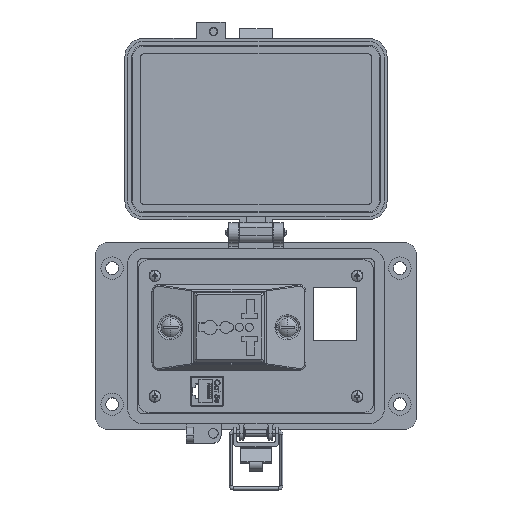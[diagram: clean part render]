
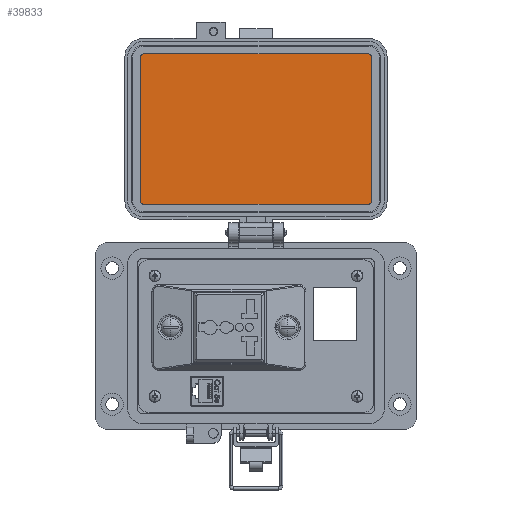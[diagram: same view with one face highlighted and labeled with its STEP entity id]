
A CAD part, top view. The second image highlights one B-rep face of the part: STEP entity #39833.
In plain terms, the highlighted planar face has unit normal (0, 0, 1).
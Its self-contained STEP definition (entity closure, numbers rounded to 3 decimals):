
#156 = DIRECTION ( 'NONE',  ( 0., -1., 0. ) ) ;
#766 = CARTESIAN_POINT ( 'NONE',  ( 57.717, 67.765, 8.694 ) ) ;
#2607 = DIRECTION ( 'NONE',  ( 0., 1., 0. ) ) ;
#4673 = VERTEX_POINT ( 'NONE', #766 ) ;
#4854 = CARTESIAN_POINT ( 'NONE',  ( 57.717, 145.119, 8.694 ) ) ;
#5012 = CARTESIAN_POINT ( 'NONE',  ( -30.745, 145.119, 8.694 ) ) ;
#5268 = CARTESIAN_POINT ( 'NONE',  ( -57.72, 69.55, 8.694 ) ) ;
#6370 = VERTEX_POINT ( 'NONE', #52246 ) ;
#6894 = DIRECTION ( 'NONE',  ( 0., 0., -1. ) ) ;
#7161 = VECTOR ( 'NONE', #14496, 1000. ) ;
#7710 = VECTOR ( 'NONE', #15144, 1000. ) ;
#7832 = AXIS2_PLACEMENT_3D ( 'NONE', #62899, #28170, #12939 ) ;
#8336 = ORIENTED_EDGE ( 'NONE', *, *, #33224, .F. ) ;
#9373 = VERTEX_POINT ( 'NONE', #14900 ) ;
#9889 = FACE_OUTER_BOUND ( 'NONE', #60351, .T. ) ;
#10813 = CIRCLE ( 'NONE', #25414, 1.785 ) ;
#12939 = DIRECTION ( 'NONE',  ( 0., -1., 0. ) ) ;
#14496 = DIRECTION ( 'NONE',  ( -1., 0., 0. ) ) ;
#14900 = CARTESIAN_POINT ( 'NONE',  ( -59.505, 143.334, 8.694 ) ) ;
#15144 = DIRECTION ( 'NONE',  ( 0., -1., 0. ) ) ;
#15871 = CIRCLE ( 'NONE', #60440, 1.785 ) ;
#16618 = ORIENTED_EDGE ( 'NONE', *, *, #55401, .F. ) ;
#18088 = VERTEX_POINT ( 'NONE', #34933 ) ;
#18098 = VERTEX_POINT ( 'NONE', #20295 ) ;
#19923 = VERTEX_POINT ( 'NONE', #4854 ) ;
#20295 = CARTESIAN_POINT ( 'NONE',  ( -57.72, 145.119, 8.694 ) ) ;
#21109 = CARTESIAN_POINT ( 'NONE',  ( -57.72, 67.765, 8.694 ) ) ;
#21326 = ORIENTED_EDGE ( 'NONE', *, *, #35189, .F. ) ;
#21716 = LINE ( 'NONE', #27233, #32206 ) ;
#22299 = EDGE_CURVE ( 'NONE', #9373, #18098, #37902, .T. ) ;
#22690 = AXIS2_PLACEMENT_3D ( 'NONE', #5012, #24774, #156 ) ;
#24041 = VERTEX_POINT ( 'NONE', #21109 ) ;
#24774 = DIRECTION ( 'NONE',  ( 0., 0., 1. ) ) ;
#25414 = AXIS2_PLACEMENT_3D ( 'NONE', #31681, #48199, #44823 ) ;
#26128 = CARTESIAN_POINT ( 'NONE',  ( 59.502, 69.55, 8.694 ) ) ;
#26670 = ORIENTED_EDGE ( 'NONE', *, *, #51319, .F. ) ;
#27233 = CARTESIAN_POINT ( 'NONE',  ( -59.505, 143.334, 8.694 ) ) ;
#28170 = DIRECTION ( 'NONE',  ( 0., 0., -1. ) ) ;
#29050 = AXIS2_PLACEMENT_3D ( 'NONE', #5268, #64015, #60101 ) ;
#29768 = LINE ( 'NONE', #39192, #55108 ) ;
#30544 = ORIENTED_EDGE ( 'NONE', *, *, #51504, .F. ) ;
#31681 = CARTESIAN_POINT ( 'NONE',  ( 57.717, 143.334, 8.694 ) ) ;
#32206 = VECTOR ( 'NONE', #2607, 1000. ) ;
#33224 = EDGE_CURVE ( 'NONE', #18098, #19923, #29768, .T. ) ;
#34923 = VERTEX_POINT ( 'NONE', #57872 ) ;
#34933 = CARTESIAN_POINT ( 'NONE',  ( 59.502, 69.55, 8.694 ) ) ;
#35189 = EDGE_CURVE ( 'NONE', #18088, #4673, #15871, .T. ) ;
#37902 = CIRCLE ( 'NONE', #7832, 1.785 ) ;
#39169 = ORIENTED_EDGE ( 'NONE', *, *, #39494, .F. ) ;
#39192 = CARTESIAN_POINT ( 'NONE',  ( 57.717, 145.119, 8.694 ) ) ;
#39494 = EDGE_CURVE ( 'NONE', #4673, #24041, #53166, .T. ) ;
#39824 = DIRECTION ( 'NONE',  ( 1., 0., 0. ) ) ;
#39833 = ADVANCED_FACE ( 'NONE', ( #9889 ), #49467, .T. ) ;
#43554 = CIRCLE ( 'NONE', #29050, 1.785 ) ;
#44823 = DIRECTION ( 'NONE',  ( 0., -1., 0. ) ) ;
#44992 = LINE ( 'NONE', #26128, #7710 ) ;
#46136 = CARTESIAN_POINT ( 'NONE',  ( 57.717, 69.55, 8.694 ) ) ;
#48199 = DIRECTION ( 'NONE',  ( 0., 0., -1. ) ) ;
#49467 = PLANE ( 'NONE',  #22690 ) ;
#51067 = ORIENTED_EDGE ( 'NONE', *, *, #56208, .F. ) ;
#51319 = EDGE_CURVE ( 'NONE', #6370, #18088, #44992, .T. ) ;
#51323 = ORIENTED_EDGE ( 'NONE', *, *, #22299, .F. ) ;
#51342 = DIRECTION ( 'NONE',  ( 0., -1., 0. ) ) ;
#51504 = EDGE_CURVE ( 'NONE', #19923, #6370, #10813, .T. ) ;
#52246 = CARTESIAN_POINT ( 'NONE',  ( 59.502, 143.334, 8.694 ) ) ;
#52823 = CARTESIAN_POINT ( 'NONE',  ( -57.72, 67.765, 8.694 ) ) ;
#53166 = LINE ( 'NONE', #52823, #7161 ) ;
#55108 = VECTOR ( 'NONE', #39824, 1000. ) ;
#55401 = EDGE_CURVE ( 'NONE', #24041, #34923, #43554, .T. ) ;
#56208 = EDGE_CURVE ( 'NONE', #34923, #9373, #21716, .T. ) ;
#57872 = CARTESIAN_POINT ( 'NONE',  ( -59.505, 69.55, 8.694 ) ) ;
#60101 = DIRECTION ( 'NONE',  ( 0., -1., 0. ) ) ;
#60351 = EDGE_LOOP ( 'NONE', ( #51323, #51067, #16618, #39169, #21326, #26670, #30544, #8336 ) ) ;
#60440 = AXIS2_PLACEMENT_3D ( 'NONE', #46136, #6894, #51342 ) ;
#62899 = CARTESIAN_POINT ( 'NONE',  ( -57.72, 143.334, 8.694 ) ) ;
#64015 = DIRECTION ( 'NONE',  ( 0., 0., -1. ) ) ;
